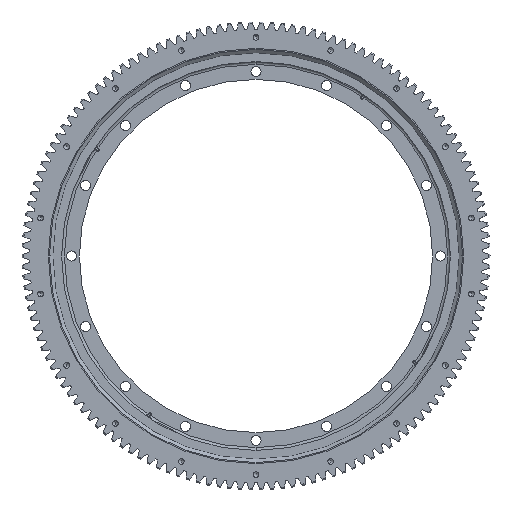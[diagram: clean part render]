
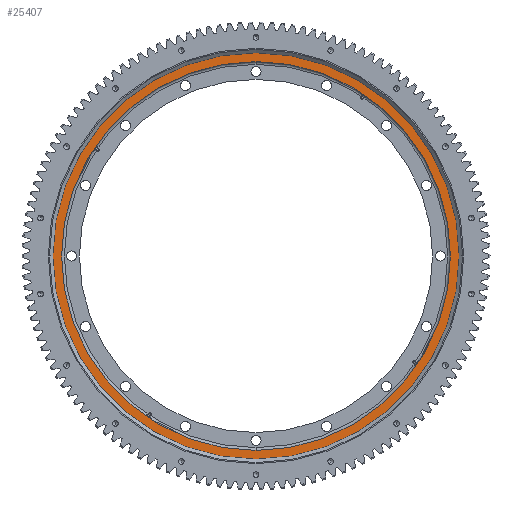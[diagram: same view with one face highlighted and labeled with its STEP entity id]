
A CAD part, front view. The second image highlights one B-rep face of the part: STEP entity #25407.
In plain terms, the highlighted planar face has unit normal (0, -1, 0).
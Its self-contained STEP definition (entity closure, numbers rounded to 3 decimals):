
#145 = AXIS2_PLACEMENT_3D ( 'NONE', #18671, #11360, #3766 ) ;
#1432 = DIRECTION ( 'NONE',  ( 0., 1., 0. ) ) ;
#2685 = DIRECTION ( 'NONE',  ( 0., 0., 1. ) ) ;
#2696 = CARTESIAN_POINT ( 'NONE',  ( 0., -18., 317. ) ) ;
#2733 = DIRECTION ( 'NONE',  ( 0., 1., 0. ) ) ;
#2827 = PLANE ( 'NONE',  #27937 ) ;
#2903 = DIRECTION ( 'NONE',  ( 0., 1., 0. ) ) ;
#2908 = DIRECTION ( 'NONE',  ( 0., 0., 1. ) ) ;
#3269 = CARTESIAN_POINT ( 'NONE',  ( 0., -18., 0. ) ) ;
#3766 = DIRECTION ( 'NONE',  ( 0., 0., 1. ) ) ;
#5941 = EDGE_CURVE ( 'NONE', #6774, #35835, #6674, .T. ) ;
#6674 = CIRCLE ( 'NONE', #8684, 349. ) ;
#6774 = VERTEX_POINT ( 'NONE', #24861 ) ;
#7386 = EDGE_LOOP ( 'NONE', ( #35187, #33660 ) ) ;
#8684 = AXIS2_PLACEMENT_3D ( 'NONE', #3269, #2733, #2685 ) ;
#11360 = DIRECTION ( 'NONE',  ( 0., 1., 0. ) ) ;
#11720 = CARTESIAN_POINT ( 'NONE',  ( 0., -18., -349. ) ) ;
#11956 = EDGE_CURVE ( 'NONE', #35835, #6774, #30752, .T. ) ;
#13948 = ORIENTED_EDGE ( 'NONE', *, *, #27987, .F. ) ;
#14120 = AXIS2_PLACEMENT_3D ( 'NONE', #31879, #15596, #15710 ) ;
#15512 = EDGE_LOOP ( 'NONE', ( #20092, #13948 ) ) ;
#15582 = FACE_OUTER_BOUND ( 'NONE', #15512, .T. ) ;
#15596 = DIRECTION ( 'NONE',  ( 0., 1., 0. ) ) ;
#15710 = DIRECTION ( 'NONE',  ( 0., 0., 1. ) ) ;
#16299 = CIRCLE ( 'NONE', #20260, 368.25 ) ;
#17397 = FACE_BOUND ( 'NONE', #7386, .T. ) ;
#17519 = CARTESIAN_POINT ( 'NONE',  ( 0., -18., 368.25 ) ) ;
#18495 = CARTESIAN_POINT ( 'NONE',  ( 0., -18., 0. ) ) ;
#18671 = CARTESIAN_POINT ( 'NONE',  ( 0., -18., 0. ) ) ;
#20092 = ORIENTED_EDGE ( 'NONE', *, *, #24918, .F. ) ;
#20260 = AXIS2_PLACEMENT_3D ( 'NONE', #18495, #1432, #21326 ) ;
#21326 = DIRECTION ( 'NONE',  ( 0., 0., 1. ) ) ;
#22288 = CIRCLE ( 'NONE', #145, 368.25 ) ;
#23922 = VERTEX_POINT ( 'NONE', #26296 ) ;
#24861 = CARTESIAN_POINT ( 'NONE',  ( 0., -18., 349. ) ) ;
#24918 = EDGE_CURVE ( 'NONE', #34924, #23922, #22288, .T. ) ;
#25407 = ADVANCED_FACE ( 'NONE', ( #17397, #15582 ), #2827, .F. ) ;
#26296 = CARTESIAN_POINT ( 'NONE',  ( 0., -18., -368.25 ) ) ;
#27937 = AXIS2_PLACEMENT_3D ( 'NONE', #2696, #2903, #2908 ) ;
#27987 = EDGE_CURVE ( 'NONE', #23922, #34924, #16299, .T. ) ;
#30752 = CIRCLE ( 'NONE', #14120, 349. ) ;
#31879 = CARTESIAN_POINT ( 'NONE',  ( 0., -18., 0. ) ) ;
#33660 = ORIENTED_EDGE ( 'NONE', *, *, #11956, .T. ) ;
#34924 = VERTEX_POINT ( 'NONE', #17519 ) ;
#35187 = ORIENTED_EDGE ( 'NONE', *, *, #5941, .T. ) ;
#35835 = VERTEX_POINT ( 'NONE', #11720 ) ;
